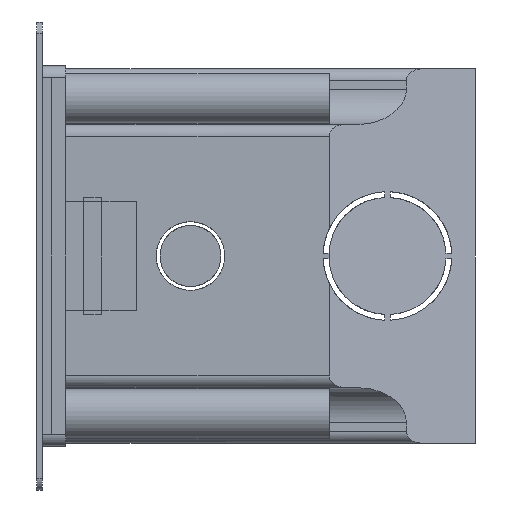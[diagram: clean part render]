
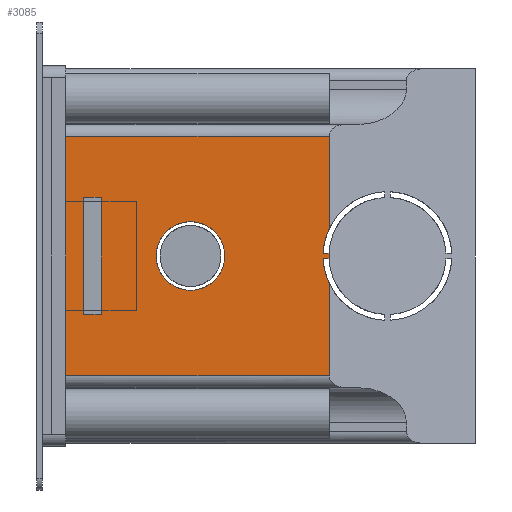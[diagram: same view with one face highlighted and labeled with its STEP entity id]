
A CAD part, left-side view. The second image highlights one B-rep face of the part: STEP entity #3085.
In plain terms, the highlighted face is planar.
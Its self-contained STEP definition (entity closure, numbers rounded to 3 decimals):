
#124 = CARTESIAN_POINT ( 'NONE',  ( 10., 66.96, -79. ) ) ;
#411 = DIRECTION ( 'NONE',  ( -1., 0., 0. ) ) ;
#446 = AXIS2_PLACEMENT_3D ( 'NONE', #14503, #7577, #488 ) ;
#488 = DIRECTION ( 'NONE',  ( 1., 0., 0. ) ) ;
#651 = ORIENTED_EDGE ( 'NONE', *, *, #15062, .T. ) ;
#727 = ORIENTED_EDGE ( 'NONE', *, *, #7721, .T. ) ;
#752 = VERTEX_POINT ( 'NONE', #4985 ) ;
#945 = CARTESIAN_POINT ( 'NONE',  ( 10., 63.96, -79. ) ) ;
#1234 = VECTOR ( 'NONE', #8969, 1000. ) ;
#1375 = DIRECTION ( 'NONE',  ( 0., 0., 1. ) ) ;
#1581 = ORIENTED_EDGE ( 'NONE', *, *, #3906, .T. ) ;
#1615 = LINE ( 'NONE', #11280, #1234 ) ;
#1649 = VERTEX_POINT ( 'NONE', #10715 ) ;
#1838 = CARTESIAN_POINT ( 'NONE',  ( 0., 48.697, -79. ) ) ;
#2054 = CARTESIAN_POINT ( 'NONE',  ( 10., 66.96, -79. ) ) ;
#2059 = VERTEX_POINT ( 'NONE', #3357 ) ;
#2097 = VECTOR ( 'NONE', #8440, 1000. ) ;
#2291 = CIRCLE ( 'NONE', #7456, 10. ) ;
#2338 = VERTEX_POINT ( 'NONE', #7960 ) ;
#2358 = DIRECTION ( 'NONE',  ( -1., 0., 0. ) ) ;
#2392 = LINE ( 'NONE', #7613, #8223 ) ;
#2474 = ORIENTED_EDGE ( 'NONE', *, *, #4040, .T. ) ;
#2643 = VECTOR ( 'NONE', #411, 1000. ) ;
#2778 = CARTESIAN_POINT ( 'NONE',  ( -0.5, 25.02, -79. ) ) ;
#2829 = CARTESIAN_POINT ( 'NONE',  ( -20.5, 70., -79. ) ) ;
#3023 = LINE ( 'NONE', #6350, #2643 ) ;
#3049 = DIRECTION ( 'NONE',  ( 1., 0., 0. ) ) ;
#3085 = ADVANCED_FACE ( 'NONE', ( #14299, #5456, #11220 ), #9065, .F. ) ;
#3241 = VERTEX_POINT ( 'NONE', #12872 ) ;
#3289 = VECTOR ( 'NONE', #2358, 1000. ) ;
#3317 = LINE ( 'NONE', #9167, #6420 ) ;
#3357 = CARTESIAN_POINT ( 'NONE',  ( -10., 66.96, -79. ) ) ;
#3375 = VERTEX_POINT ( 'NONE', #12716 ) ;
#3624 = CARTESIAN_POINT ( 'NONE',  ( -10., 66.96, -79. ) ) ;
#3649 = EDGE_LOOP ( 'NONE', ( #9117, #7041, #14233, #7357 ) ) ;
#3824 = EDGE_CURVE ( 'NONE', #12781, #12443, #9382, .T. ) ;
#3894 = CARTESIAN_POINT ( 'NONE',  ( 20.5, 70., -79. ) ) ;
#3906 = EDGE_CURVE ( 'NONE', #752, #10259, #5599, .T. ) ;
#4040 = EDGE_CURVE ( 'NONE', #10259, #12781, #3023, .T. ) ;
#4074 = DIRECTION ( 'NONE',  ( 0., 1., 0. ) ) ;
#4495 = AXIS2_PLACEMENT_3D ( 'NONE', #1838, #10009, #3049 ) ;
#4595 = ORIENTED_EDGE ( 'NONE', *, *, #5404, .T. ) ;
#4629 = EDGE_CURVE ( 'NONE', #2338, #14015, #8294, .T. ) ;
#4985 = CARTESIAN_POINT ( 'NONE',  ( 20.5, 70., -79. ) ) ;
#5006 = ORIENTED_EDGE ( 'NONE', *, *, #6166, .T. ) ;
#5273 = CARTESIAN_POINT ( 'NONE',  ( -0.5, 26.021, -79. ) ) ;
#5404 = EDGE_CURVE ( 'NONE', #5764, #14436, #7564, .T. ) ;
#5451 = DIRECTION ( 'NONE',  ( 0., 0., -1. ) ) ;
#5456 = FACE_BOUND ( 'NONE', #10836, .T. ) ;
#5545 = CIRCLE ( 'NONE', #446, 11. ) ;
#5599 = LINE ( 'NONE', #3894, #14064 ) ;
#5630 = DIRECTION ( 'NONE',  ( 1., 0., 0. ) ) ;
#5723 = DIRECTION ( 'NONE',  ( 0., 0., -1. ) ) ;
#5738 = CARTESIAN_POINT ( 'NONE',  ( -4.653, 25., -79. ) ) ;
#5764 = VERTEX_POINT ( 'NONE', #11156 ) ;
#6162 = EDGE_CURVE ( 'NONE', #14436, #11764, #5545, .T. ) ;
#6166 = EDGE_CURVE ( 'NONE', #13543, #9771, #14782, .T. ) ;
#6350 = CARTESIAN_POINT ( 'NONE',  ( -32., 25., -79. ) ) ;
#6393 = LINE ( 'NONE', #8120, #3289 ) ;
#6420 = VECTOR ( 'NONE', #14985, 1000. ) ;
#6430 = CARTESIAN_POINT ( 'NONE',  ( -32., 25., -79. ) ) ;
#7041 = ORIENTED_EDGE ( 'NONE', *, *, #7435, .T. ) ;
#7203 = EDGE_CURVE ( 'NONE', #13172, #2059, #1615, .T. ) ;
#7308 = EDGE_CURVE ( 'NONE', #1649, #7941, #3317, .T. ) ;
#7357 = ORIENTED_EDGE ( 'NONE', *, *, #10406, .T. ) ;
#7396 = CIRCLE ( 'NONE', #4495, 5.868 ) ;
#7435 = EDGE_CURVE ( 'NONE', #2059, #1649, #10744, .T. ) ;
#7456 = AXIS2_PLACEMENT_3D ( 'NONE', #12356, #5451, #13511 ) ;
#7493 = LINE ( 'NONE', #6430, #12893 ) ;
#7564 = LINE ( 'NONE', #2778, #12954 ) ;
#7577 = DIRECTION ( 'NONE',  ( 0., 0., 1. ) ) ;
#7597 = DIRECTION ( 'NONE',  ( -1., 0., 0. ) ) ;
#7613 = CARTESIAN_POINT ( 'NONE',  ( 0.5, 25.02, -79. ) ) ;
#7721 = EDGE_CURVE ( 'NONE', #11764, #13543, #7493, .T. ) ;
#7941 = VERTEX_POINT ( 'NONE', #945 ) ;
#7960 = CARTESIAN_POINT ( 'NONE',  ( 0.804, 25., -79. ) ) ;
#8120 = CARTESIAN_POINT ( 'NONE',  ( -32., 70., -79. ) ) ;
#8133 = AXIS2_PLACEMENT_3D ( 'NONE', #12636, #5723, #13792 ) ;
#8145 = CARTESIAN_POINT ( 'NONE',  ( 20.5, 25., -79. ) ) ;
#8223 = VECTOR ( 'NONE', #14539, 1000. ) ;
#8294 = LINE ( 'NONE', #13025, #2097 ) ;
#8400 = CARTESIAN_POINT ( 'NONE',  ( 0., 15.032, -79. ) ) ;
#8408 = AXIS2_PLACEMENT_3D ( 'NONE', #11367, #12536, #5630 ) ;
#8440 = DIRECTION ( 'NONE',  ( -1., 0., 0. ) ) ;
#8511 = CARTESIAN_POINT ( 'NONE',  ( -20.5, 25., -79. ) ) ;
#8563 = EDGE_CURVE ( 'NONE', #12443, #3241, #2392, .T. ) ;
#8578 = DIRECTION ( 'NONE',  ( 0., 1., 0. ) ) ;
#8969 = DIRECTION ( 'NONE',  ( -1., 0., 0. ) ) ;
#9065 = PLANE ( 'NONE',  #8408 ) ;
#9117 = ORIENTED_EDGE ( 'NONE', *, *, #7203, .T. ) ;
#9167 = CARTESIAN_POINT ( 'NONE',  ( -10., 63.96, -79. ) ) ;
#9382 = CIRCLE ( 'NONE', #10186, 11. ) ;
#9412 = CARTESIAN_POINT ( 'NONE',  ( -0.804, 25., -79. ) ) ;
#9574 = DIRECTION ( 'NONE',  ( 1., 0., 0. ) ) ;
#9676 = DIRECTION ( 'NONE',  ( 0., -1., 0. ) ) ;
#9771 = VERTEX_POINT ( 'NONE', #2829 ) ;
#9856 = CIRCLE ( 'NONE', #8133, 10. ) ;
#9968 = ORIENTED_EDGE ( 'NONE', *, *, #3824, .T. ) ;
#10009 = DIRECTION ( 'NONE',  ( 0., 0., 1. ) ) ;
#10186 = AXIS2_PLACEMENT_3D ( 'NONE', #8400, #1375, #9574 ) ;
#10259 = VERTEX_POINT ( 'NONE', #8145 ) ;
#10366 = CARTESIAN_POINT ( 'NONE',  ( 0.5, 26.021, -79. ) ) ;
#10384 = VECTOR ( 'NONE', #15177, 1000. ) ;
#10406 = EDGE_CURVE ( 'NONE', #7941, #13172, #15214, .T. ) ;
#10715 = CARTESIAN_POINT ( 'NONE',  ( -10., 63.96, -79. ) ) ;
#10744 = LINE ( 'NONE', #3624, #10384 ) ;
#10836 = EDGE_LOOP ( 'NONE', ( #651 ) ) ;
#11156 = CARTESIAN_POINT ( 'NONE',  ( -0.5, 25.02, -79. ) ) ;
#11220 = FACE_OUTER_BOUND ( 'NONE', #15097, .T. ) ;
#11280 = CARTESIAN_POINT ( 'NONE',  ( -10., 66.96, -79. ) ) ;
#11344 = ORIENTED_EDGE ( 'NONE', *, *, #13324, .F. ) ;
#11367 = CARTESIAN_POINT ( 'NONE',  ( -32., 70., -79. ) ) ;
#11635 = EDGE_CURVE ( 'NONE', #3241, #2338, #2291, .T. ) ;
#11764 = VERTEX_POINT ( 'NONE', #5738 ) ;
#11857 = DIRECTION ( 'NONE',  ( 0., 1., 0. ) ) ;
#12147 = CARTESIAN_POINT ( 'NONE',  ( -20.5, 70., -79. ) ) ;
#12263 = ORIENTED_EDGE ( 'NONE', *, *, #11635, .T. ) ;
#12356 = CARTESIAN_POINT ( 'NONE',  ( 0., 15.032, -79. ) ) ;
#12357 = ORIENTED_EDGE ( 'NONE', *, *, #4629, .T. ) ;
#12436 = EDGE_CURVE ( 'NONE', #14015, #5764, #9856, .T. ) ;
#12443 = VERTEX_POINT ( 'NONE', #10366 ) ;
#12536 = DIRECTION ( 'NONE',  ( 0., 0., 1. ) ) ;
#12636 = CARTESIAN_POINT ( 'NONE',  ( 0., 15.032, -79. ) ) ;
#12716 = CARTESIAN_POINT ( 'NONE',  ( 5.868, 48.697, -79. ) ) ;
#12781 = VERTEX_POINT ( 'NONE', #13215 ) ;
#12872 = CARTESIAN_POINT ( 'NONE',  ( 0.5, 25.02, -79. ) ) ;
#12893 = VECTOR ( 'NONE', #7597, 1000. ) ;
#12954 = VECTOR ( 'NONE', #8578, 1000. ) ;
#13025 = CARTESIAN_POINT ( 'NONE',  ( -32., 25., -79. ) ) ;
#13172 = VERTEX_POINT ( 'NONE', #2054 ) ;
#13215 = CARTESIAN_POINT ( 'NONE',  ( 4.653, 25., -79. ) ) ;
#13324 = EDGE_CURVE ( 'NONE', #752, #9771, #6393, .T. ) ;
#13401 = ORIENTED_EDGE ( 'NONE', *, *, #8563, .T. ) ;
#13511 = DIRECTION ( 'NONE',  ( 1., 0., 0. ) ) ;
#13543 = VERTEX_POINT ( 'NONE', #8511 ) ;
#13792 = DIRECTION ( 'NONE',  ( 1., 0., 0. ) ) ;
#13989 = ORIENTED_EDGE ( 'NONE', *, *, #12436, .T. ) ;
#14015 = VERTEX_POINT ( 'NONE', #9412 ) ;
#14064 = VECTOR ( 'NONE', #9676, 1000. ) ;
#14107 = VECTOR ( 'NONE', #11857, 1000. ) ;
#14233 = ORIENTED_EDGE ( 'NONE', *, *, #7308, .T. ) ;
#14299 = FACE_BOUND ( 'NONE', #3649, .T. ) ;
#14404 = VECTOR ( 'NONE', #4074, 1000. ) ;
#14436 = VERTEX_POINT ( 'NONE', #5273 ) ;
#14503 = CARTESIAN_POINT ( 'NONE',  ( 0., 15.032, -79. ) ) ;
#14539 = DIRECTION ( 'NONE',  ( 0., -1., 0. ) ) ;
#14782 = LINE ( 'NONE', #12147, #14404 ) ;
#14826 = ORIENTED_EDGE ( 'NONE', *, *, #6162, .T. ) ;
#14985 = DIRECTION ( 'NONE',  ( 1., 0., 0. ) ) ;
#15062 = EDGE_CURVE ( 'NONE', #3375, #3375, #7396, .T. ) ;
#15097 = EDGE_LOOP ( 'NONE', ( #11344, #1581, #2474, #9968, #13401, #12263, #12357, #13989, #4595, #14826, #727, #5006 ) ) ;
#15177 = DIRECTION ( 'NONE',  ( 0., -1., 0. ) ) ;
#15214 = LINE ( 'NONE', #124, #14107 ) ;
